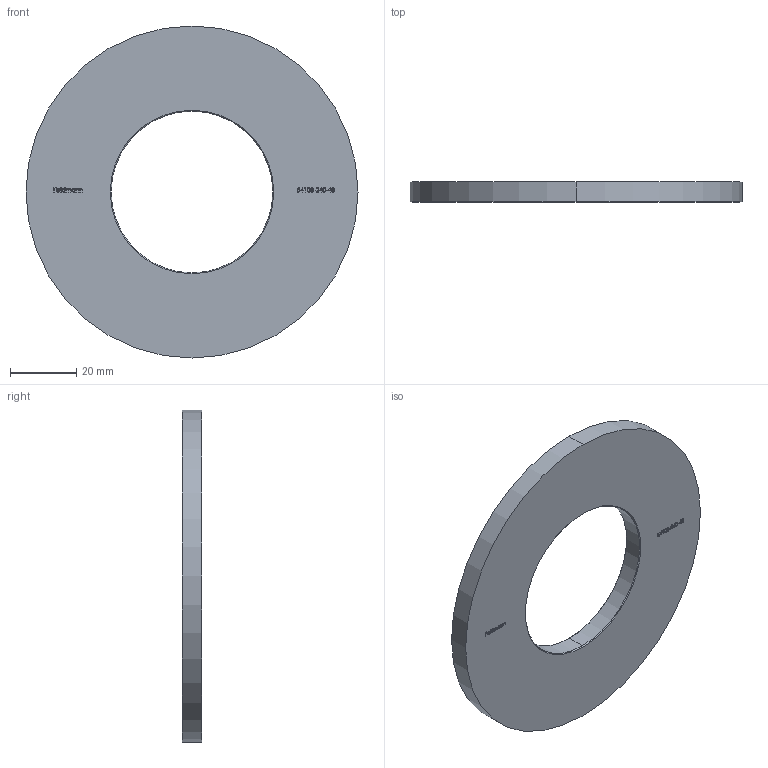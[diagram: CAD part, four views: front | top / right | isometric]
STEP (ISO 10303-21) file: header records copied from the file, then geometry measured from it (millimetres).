
FILE_DESCRIPTION (( 'STEP AP203' ), '1' );
FILE_NAME ('54108-240-48.step', '2020-10-21T10:59:35', ( '' ), ( '' ), 'SwSTEP 2.0', 'SolidWorks 2018', '' );
FILE_SCHEMA (( 'CONFIG_CONTROL_DESIGN' ));
Length unit declared in the file: millimetre
Products named in the file (2): 54108-240-48
Bounding box: 100 x 6 x 100 mm (x, y, z)
Volume: 35937.3 mm3; surface area: 14751.9 mm2
Topology: 1 solids, 1 shells, 275 faces, 719 edges, 478 vertices
Faces by surface type: plane 153, bspline 114, cone 4, cylinder 4
Entity records: 14884 total; most frequent: CARTESIAN_POINT 8724, ORIENTED_EDGE 1438, DIRECTION 829, EDGE_CURVE 719, VECTOR 479, LINE 479, VERTEX_POINT 478, EDGE_LOOP 309
